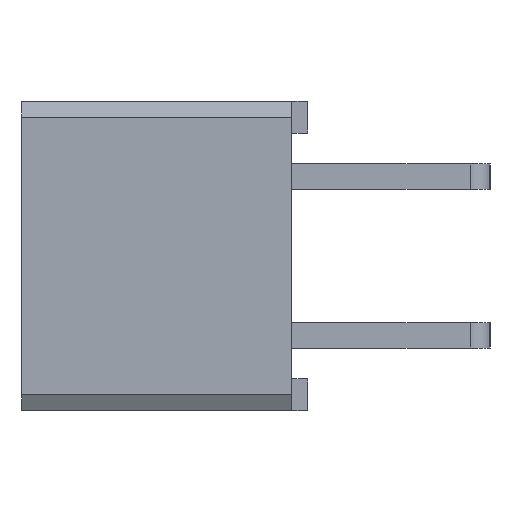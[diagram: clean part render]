
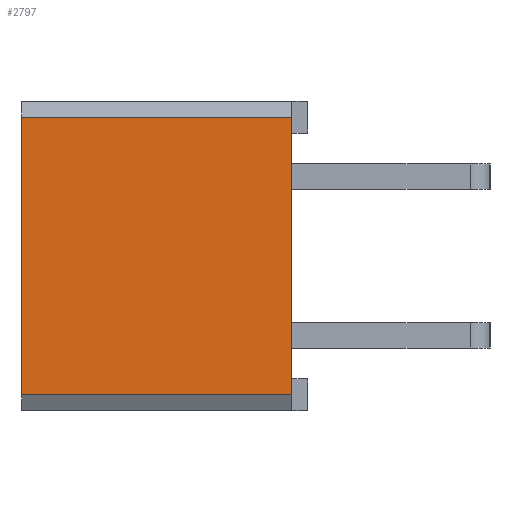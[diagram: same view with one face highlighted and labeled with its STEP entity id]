
A CAD part, left-side view. The second image highlights one B-rep face of the part: STEP entity #2797.
In plain terms, the highlighted planar face has unit normal (-1, 0, 0).
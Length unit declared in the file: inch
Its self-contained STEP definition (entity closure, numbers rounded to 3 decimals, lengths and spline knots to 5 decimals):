
#583 = VERTEX_POINT ( 'NONE', #17607 ) ;
#703 = VERTEX_POINT ( 'NONE', #17576 ) ;
#710 = EDGE_CURVE ( 'NONE', #703, #583, #17669, .T. ) ;
#2176 = VERTEX_POINT ( 'NONE', #22646 ) ;
#2183 = EDGE_CURVE ( 'NONE', #2176, #2305, #22635, .T. ) ;
#2305 = VERTEX_POINT ( 'NONE', #21565 ) ;
#2676 = ORIENTED_EDGE ( 'NONE', *, *, #2795, .T. ) ;
#2795 = EDGE_CURVE ( 'NONE', #703, #2305, #23003, .T. ) ;
#2797 = ADVANCED_FACE ( 'NONE', ( #22855 ), #22998, .F. ) ;
#2798 = ORIENTED_EDGE ( 'NONE', *, *, #710, .F. ) ;
#2858 = ORIENTED_EDGE ( 'NONE', *, *, #2859, .F. ) ;
#2859 = EDGE_CURVE ( 'NONE', #583, #2176, #23089, .T. ) ;
#2873 = ORIENTED_EDGE ( 'NONE', *, *, #2183, .F. ) ;
#2875 = EDGE_LOOP ( 'NONE', ( #2858, #2798, #2676, #2873 ) ) ;
#17576 = CARTESIAN_POINT ( 'NONE',  ( -0.7, 0.01, 0.0875 ) ) ;
#17607 = CARTESIAN_POINT ( 'NONE',  ( -0.7, 0.01, -0.0875 ) ) ;
#17668 = VECTOR ( 'NONE', #17713, 39.37008 ) ;
#17669 = LINE ( 'NONE', #17777, #17668 ) ;
#17713 = DIRECTION ( 'NONE',  ( 0., 0., -1. ) ) ;
#17777 = CARTESIAN_POINT ( 'NONE',  ( -0.7, 0.01, -0.0775 ) ) ;
#21565 = CARTESIAN_POINT ( 'NONE',  ( -0.7, 0.18, 0.0875 ) ) ;
#22633 = DIRECTION ( 'NONE',  ( 0., 0., 1. ) ) ;
#22634 = VECTOR ( 'NONE', #22633, 39.37008 ) ;
#22635 = LINE ( 'NONE', #22642, #22634 ) ;
#22642 = CARTESIAN_POINT ( 'NONE',  ( -0.7, 0.18, -0.0975 ) ) ;
#22646 = CARTESIAN_POINT ( 'NONE',  ( -0.7, 0.18, -0.0875 ) ) ;
#22855 = FACE_OUTER_BOUND ( 'NONE', #2875, .T. ) ;
#22955 = AXIS2_PLACEMENT_3D ( 'NONE', #23037, #23036, #23035 ) ;
#22998 = PLANE ( 'NONE',  #22955 ) ;
#22999 = DIRECTION ( 'NONE',  ( 0., 1., 0. ) ) ;
#23000 = VECTOR ( 'NONE', #22999, 39.37008 ) ;
#23001 = CARTESIAN_POINT ( 'NONE',  ( -0.7, 0., 0.0875 ) ) ;
#23003 = LINE ( 'NONE', #23001, #23000 ) ;
#23035 = DIRECTION ( 'NONE',  ( 0., 0., -1. ) ) ;
#23036 = DIRECTION ( 'NONE',  ( 1., 0., 0. ) ) ;
#23037 = CARTESIAN_POINT ( 'NONE',  ( -0.7, 0.18, -0.0975 ) ) ;
#23075 = VECTOR ( 'NONE', #23077, 39.37008 ) ;
#23077 = DIRECTION ( 'NONE',  ( 0., 1., 0. ) ) ;
#23078 = CARTESIAN_POINT ( 'NONE',  ( -0.7, 0., -0.0875 ) ) ;
#23089 = LINE ( 'NONE', #23078, #23075 ) ;
